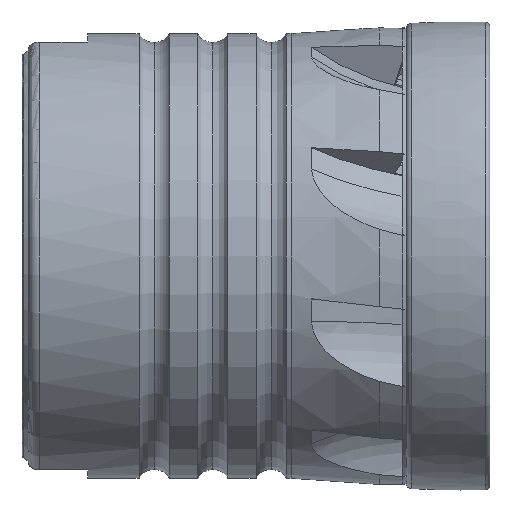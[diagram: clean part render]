
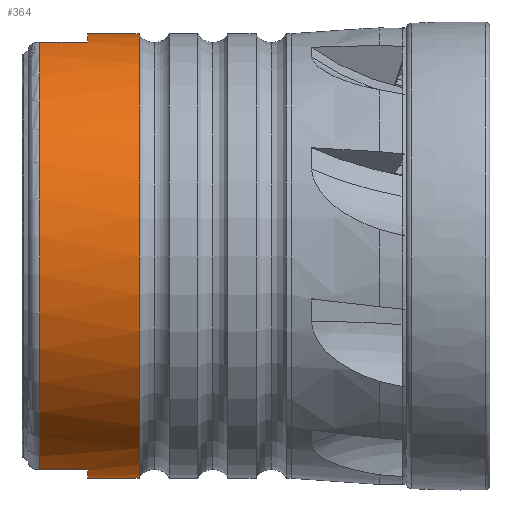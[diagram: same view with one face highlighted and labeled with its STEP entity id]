
A CAD part, front view. The second image highlights one B-rep face of the part: STEP entity #364.
In plain terms, the highlighted cylindrical face has radius 19 mm (diameter 38 mm), a partial arc.
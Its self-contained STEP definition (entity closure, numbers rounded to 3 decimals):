
#364 = ADVANCED_FACE ( 'NONE', ( #4352 ), #4357, .T. ) ;
#502 = EDGE_CURVE ( 'NONE', #1291, #1261, #4779, .T. ) ;
#609 = VERTEX_POINT ( 'NONE', #5737 ) ;
#621 = VERTEX_POINT ( 'NONE', #5749 ) ;
#772 = VERTEX_POINT ( 'NONE', #5900 ) ;
#773 = VERTEX_POINT ( 'NONE', #5901 ) ;
#835 = EDGE_LOOP ( 'NONE', ( #1754, #1755, #1756, #1757, #1758, #1759, #1760, #1761 ) ) ;
#1259 = VERTEX_POINT ( 'NONE', #5924 ) ;
#1261 = VERTEX_POINT ( 'NONE', #5929 ) ;
#1288 = VERTEX_POINT ( 'NONE', #5953 ) ;
#1291 = VERTEX_POINT ( 'NONE', #5956 ) ;
#1754 = ORIENTED_EDGE ( 'NONE', *, *, #9051, .F. ) ;
#1755 = ORIENTED_EDGE ( 'NONE', *, *, #2617, .F. ) ;
#1756 = ORIENTED_EDGE ( 'NONE', *, *, #2618, .T. ) ;
#1757 = ORIENTED_EDGE ( 'NONE', *, *, #502, .T. ) ;
#1758 = ORIENTED_EDGE ( 'NONE', *, *, #2619, .T. ) ;
#1759 = ORIENTED_EDGE ( 'NONE', *, *, #2620, .F. ) ;
#1760 = ORIENTED_EDGE ( 'NONE', *, *, #9053, .T. ) ;
#1761 = ORIENTED_EDGE ( 'NONE', *, *, #9059, .F. ) ;
#2617 = EDGE_CURVE ( 'NONE', #1288, #621, #4793, .T. ) ;
#2618 = EDGE_CURVE ( 'NONE', #1288, #1291, #6071, .T. ) ;
#2619 = EDGE_CURVE ( 'NONE', #1261, #1259, #6076, .T. ) ;
#2620 = EDGE_CURVE ( 'NONE', #609, #1259, #4802, .T. ) ;
#4352 = FACE_OUTER_BOUND ( 'NONE', #835, .T. ) ;
#4355 = DIRECTION ( 'NONE',  ( 1., 0., 0. ) ) ;
#4357 = CYLINDRICAL_SURFACE ( 'NONE', #8486, 19. ) ;
#4358 = CARTESIAN_POINT ( 'NONE',  ( 0., 0., 0. ) ) ;
#4360 = DIRECTION ( 'NONE',  ( 0., 0., -1. ) ) ;
#4778 = AXIS2_PLACEMENT_3D ( 'NONE', #5602, #5603, #5604 ) ;
#4779 = CIRCLE ( 'NONE', #4778, 19. ) ;
#4793 = CIRCLE ( 'NONE', #4800, 19. ) ;
#4798 = VECTOR ( 'NONE', #6075, 1000. ) ;
#4800 = AXIS2_PLACEMENT_3D ( 'NONE', #6072, #6073, #6074 ) ;
#4801 = VECTOR ( 'NONE', #6078, 1000. ) ;
#4802 = CIRCLE ( 'NONE', #4804, 19. ) ;
#4804 = AXIS2_PLACEMENT_3D ( 'NONE', #6082, #6083, #6084 ) ;
#5178 = VECTOR ( 'NONE', #7665, 1000. ) ;
#5180 = VECTOR ( 'NONE', #7672, 1000. ) ;
#5181 = CIRCLE ( 'NONE', #5193, 19. ) ;
#5193 = AXIS2_PLACEMENT_3D ( 'NONE', #7688, #7689, #7690 ) ;
#5602 = CARTESIAN_POINT ( 'NONE',  ( -38.05, 0., 0. ) ) ;
#5603 = DIRECTION ( 'NONE',  ( 1., 0., 0. ) ) ;
#5604 = DIRECTION ( 'NONE',  ( 0., 0., -1. ) ) ;
#5737 = CARTESIAN_POINT ( 'NONE',  ( -33.95, 0., -19. ) ) ;
#5749 = CARTESIAN_POINT ( 'NONE',  ( -33.95, 0., 19. ) ) ;
#5900 = CARTESIAN_POINT ( 'NONE',  ( -29.548, 0., -19. ) ) ;
#5901 = CARTESIAN_POINT ( 'NONE',  ( -29.548, 0., 19. ) ) ;
#5924 = CARTESIAN_POINT ( 'NONE',  ( -33.95, -5.145, -18.29 ) ) ;
#5929 = CARTESIAN_POINT ( 'NONE',  ( -38.05, -5.145, -18.29 ) ) ;
#5953 = CARTESIAN_POINT ( 'NONE',  ( -33.95, -5.145, 18.29 ) ) ;
#5956 = CARTESIAN_POINT ( 'NONE',  ( -38.05, -5.145, 18.29 ) ) ;
#6061 = CARTESIAN_POINT ( 'NONE',  ( 0., -5.145, 18.29 ) ) ;
#6071 = LINE ( 'NONE', #6061, #4798 ) ;
#6072 = CARTESIAN_POINT ( 'NONE',  ( -33.95, 0., 0. ) ) ;
#6073 = DIRECTION ( 'NONE',  ( -1., 0., 0. ) ) ;
#6074 = DIRECTION ( 'NONE',  ( 0., 0., -1. ) ) ;
#6075 = DIRECTION ( 'NONE',  ( -1., 0., 0. ) ) ;
#6076 = LINE ( 'NONE', #6077, #4801 ) ;
#6077 = CARTESIAN_POINT ( 'NONE',  ( 0., -5.145, -18.29 ) ) ;
#6078 = DIRECTION ( 'NONE',  ( 1., 0., 0. ) ) ;
#6082 = CARTESIAN_POINT ( 'NONE',  ( -33.95, 0., 0. ) ) ;
#6083 = DIRECTION ( 'NONE',  ( -1., 0., 0. ) ) ;
#6084 = DIRECTION ( 'NONE',  ( 0., 0., -1. ) ) ;
#7655 = LINE ( 'NONE', #7656, #5178 ) ;
#7656 = CARTESIAN_POINT ( 'NONE',  ( 0., 0., 19. ) ) ;
#7664 = CARTESIAN_POINT ( 'NONE',  ( 0., 0., -19. ) ) ;
#7665 = DIRECTION ( 'NONE',  ( 1., 0., 0. ) ) ;
#7668 = LINE ( 'NONE', #7664, #5180 ) ;
#7672 = DIRECTION ( 'NONE',  ( 1., 0., 0. ) ) ;
#7688 = CARTESIAN_POINT ( 'NONE',  ( -29.548, 0., 0. ) ) ;
#7689 = DIRECTION ( 'NONE',  ( 1., 0., 0. ) ) ;
#7690 = DIRECTION ( 'NONE',  ( 0., 0., -1. ) ) ;
#8486 = AXIS2_PLACEMENT_3D ( 'NONE', #4358, #4355, #4360 ) ;
#9051 = EDGE_CURVE ( 'NONE', #621, #773, #7655, .T. ) ;
#9053 = EDGE_CURVE ( 'NONE', #609, #772, #7668, .T. ) ;
#9059 = EDGE_CURVE ( 'NONE', #773, #772, #5181, .T. ) ;
